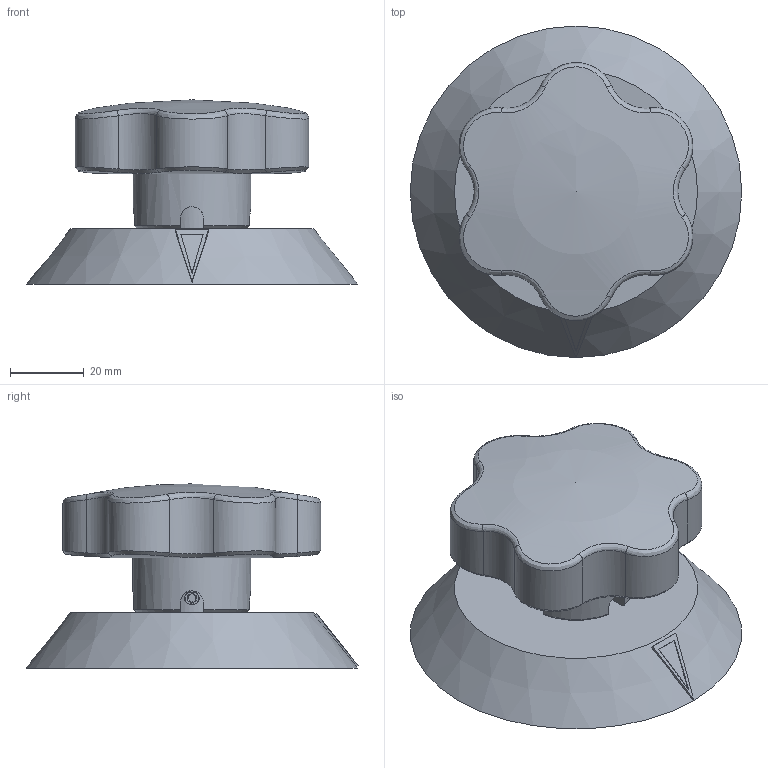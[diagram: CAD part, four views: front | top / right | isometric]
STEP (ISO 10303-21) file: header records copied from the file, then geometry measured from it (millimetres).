
FILE_DESCRIPTION(/* description */ ('File 3d .step'),/* implementation_level */ '2;1');
FILE_NAME(/* name */ '6129035_VBI_90_ø6',/* time_stamp */ '2019-08-26T11:22:31+02:00',/* author */ ('Zorzan D.'),/* organization */ ('Gamm Srl.'),/* preprocessor_version */ 'ST-DEVELOPER v16.7',/* originating_system */ 'DEX',/* authorisation */ $);
FILE_SCHEMA (('AUTOMOTIVE_DESIGN {1 0 10303 214 3 1 1}'));
Length unit declared in the file: millimetre
Products named in the file (1): 6129035_VBI_90_ø6
Bounding box: 90 x 90.1 x 50 mm (x, y, z)
Volume: 76391.9 mm3; surface area: 30399 mm2
Topology: 1 solids, 1 shells, 194 faces, 536 edges, 343 vertices
Faces by surface type: plane 87, cylinder 39, cone 32, bspline 24, torus 11, sphere 1
Full cylindrical faces by diameter (mm): 4 x2, 6 x1, 10.2 x1, 32 x1
Entity records: 8439 total; most frequent: CARTESIAN_POINT 2546, ORIENTED_EDGE 1006, DIRECTION 816, EDGE_CURVE 503, VERTEX_POINT 330, AXIS2_PLACEMENT_3D 308, FACE_BOUND 231, EDGE_LOOP 230
